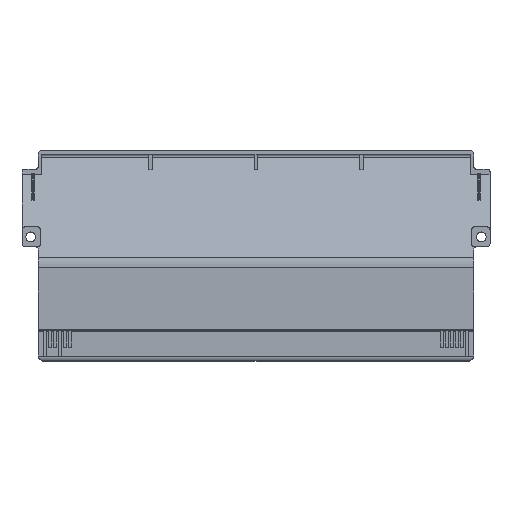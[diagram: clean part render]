
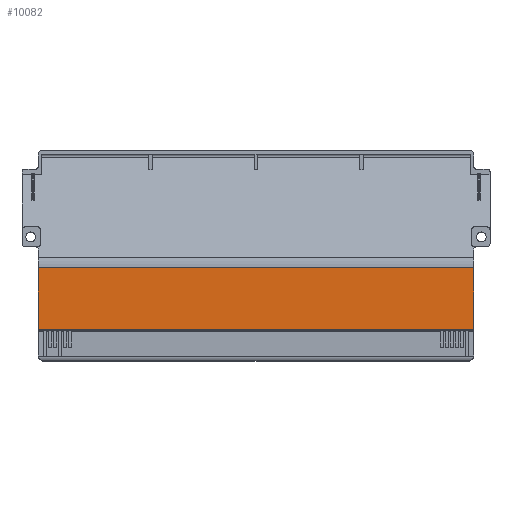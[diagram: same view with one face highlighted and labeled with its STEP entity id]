
A CAD part, top view. The second image highlights one B-rep face of the part: STEP entity #10082.
In plain terms, the highlighted planar face has unit normal (0, 0, 1).
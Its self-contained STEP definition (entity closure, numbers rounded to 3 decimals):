
#835=FACE_OUTER_BOUND($,#1446,.T.);
#1446=EDGE_LOOP($,(#7467,#7468,#7469,#7470));
#2198=LINE($,#15722,#3291);
#2201=LINE($,#15731,#3294);
#2202=LINE($,#15734,#3295);
#2203=LINE($,#15735,#3296);
#3291=VECTOR($,#12624,9.235);
#3294=VECTOR($,#12633,65.05);
#3295=VECTOR($,#12636,9.235);
#3296=VECTOR($,#12637,65.05);
#4437=VERTEX_POINT($,#15719);
#4438=VERTEX_POINT($,#15721);
#4440=VERTEX_POINT($,#15727);
#4442=VERTEX_POINT($,#15733);
#5586=EDGE_CURVE($,#4438,#4437,#2198,.T.);
#5591=EDGE_CURVE($,#4440,#4438,#2201,.T.);
#5592=EDGE_CURVE($,#4442,#4440,#2202,.T.);
#5593=EDGE_CURVE($,#4437,#4442,#2203,.T.);
#7467=ORIENTED_EDGE($,*,*,#5592,.T.);
#7468=ORIENTED_EDGE($,*,*,#5591,.T.);
#7469=ORIENTED_EDGE($,*,*,#5586,.T.);
#7470=ORIENTED_EDGE($,*,*,#5593,.T.);
#9580=PLANE($,#10972);
#10082=ADVANCED_FACE($,(#835),#9580,.T.);
#10972=AXIS2_PLACEMENT_3D($,#15732,#12634,#12635);
#12624=DIRECTION($,(0.,-1.,0.));
#12633=DIRECTION($,(-1.,0.,0.));
#12634=DIRECTION('center_axis',(0.,0.,
1.));
#12635=DIRECTION('ref_axis',(1.,0.,0.));
#12636=DIRECTION($,(0.,1.,0.));
#12637=DIRECTION($,(1.,0.,0.));
#15719=CARTESIAN_POINT('',(-32.525,-21.335,7.59));
#15721=CARTESIAN_POINT('',(-32.525,-12.1,7.59));
#15722=CARTESIAN_POINT($,(-32.525,-12.1,7.59));
#15727=CARTESIAN_POINT('',(32.525,-12.1,7.59));
#15731=CARTESIAN_POINT($,(32.525,-12.1,7.59));
#15732=CARTESIAN_POINT('Origin',(37.5,-16.718,7.59));
#15733=CARTESIAN_POINT('',(32.525,-21.335,7.59));
#15734=CARTESIAN_POINT($,(32.525,-21.335,7.59));
#15735=CARTESIAN_POINT($,(-32.525,-21.335,7.59));
